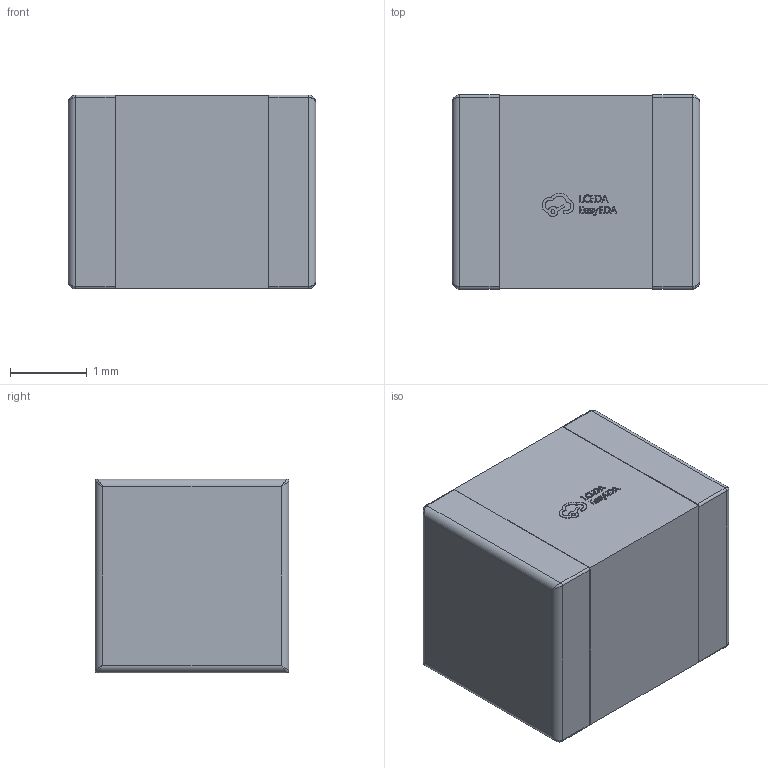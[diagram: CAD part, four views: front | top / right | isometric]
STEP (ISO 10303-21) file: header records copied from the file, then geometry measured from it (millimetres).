
FILE_DESCRIPTION (( 'STEP AP214' ), '1' );
FILE_NAME ('IND-SMD_L3.2-W2.5_L3225.step', '2022-07-09T00:05:51', ( '' ), ( '' ), 'SwSTEP 2.0', 'SolidWorks 2020', '' );
FILE_SCHEMA (( 'AUTOMOTIVE_DESIGN' ));
Length unit declared in the file: millimetre
Products named in the file (1): IND-SMD_L3.2-W2.5_L3225
Bounding box: 3.22 x 2.52 x 2.52 mm (x, y, z)
Volume: 20.2 mm3; surface area: 44.4 mm2
Topology: 1 solids, 1 shells, 324 faces, 866 edges, 564 vertices
Faces by surface type: plane 186, bspline 122, cylinder 16
Entity records: 14030 total; most frequent: CARTESIAN_POINT 4293, ORIENTED_EDGE 1716, DIRECTION 1032, EDGE_CURVE 858, VECTOR 594, LINE 594, VERTEX_POINT 564, EDGE_LOOP 352
